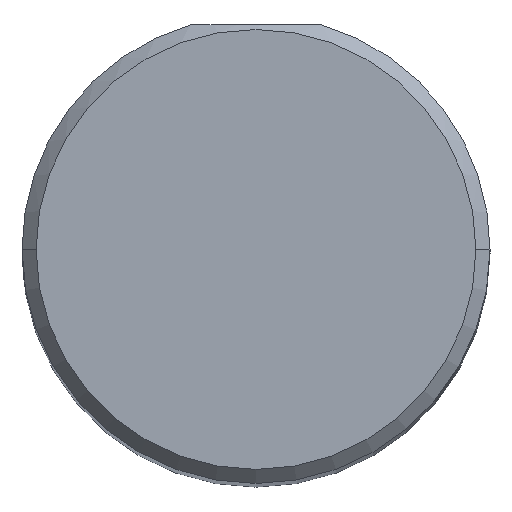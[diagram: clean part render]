
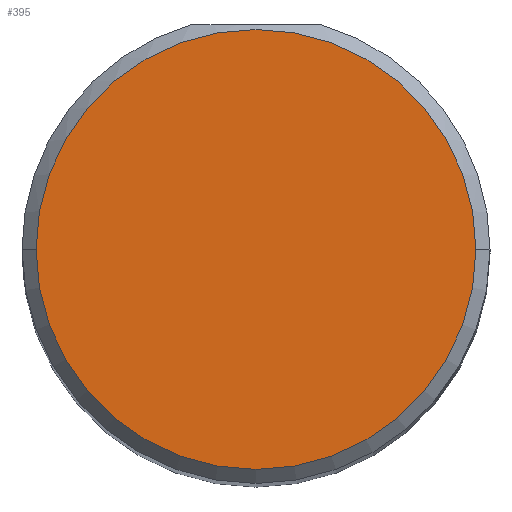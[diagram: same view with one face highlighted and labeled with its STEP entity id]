
A CAD part, top view. The second image highlights one B-rep face of the part: STEP entity #395.
In plain terms, the highlighted planar face has unit normal (0, 0, 1).
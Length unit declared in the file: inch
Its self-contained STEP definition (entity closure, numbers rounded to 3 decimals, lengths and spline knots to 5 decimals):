
#2 = PLANE ( 'NONE',  #616 ) ;
#56 = DIRECTION ( 'NONE',  ( -1., 0., 0. ) ) ;
#96 = CIRCLE ( 'NONE', #154, 0.235 ) ;
#102 = EDGE_CURVE ( 'NONE', #109, #510, #96, .T. ) ;
#109 = VERTEX_POINT ( 'NONE', #142 ) ;
#117 = ORIENTED_EDGE ( 'NONE', *, *, #102, .F. ) ;
#124 = DIRECTION ( 'NONE',  ( 0., 0., 1. ) ) ;
#142 = CARTESIAN_POINT ( 'NONE',  ( 0.765, 0., 3. ) ) ;
#150 = ORIENTED_EDGE ( 'NONE', *, *, #174, .F. ) ;
#154 = AXIS2_PLACEMENT_3D ( 'NONE', #343, #388, #539 ) ;
#171 = FACE_OUTER_BOUND ( 'NONE', #318, .T. ) ;
#174 = EDGE_CURVE ( 'NONE', #510, #109, #217, .T. ) ;
#211 = DIRECTION ( 'NONE',  ( 0., 0., -1. ) ) ;
#217 = CIRCLE ( 'NONE', #347, 0.235 ) ;
#253 = CARTESIAN_POINT ( 'NONE',  ( 1., 0., 3. ) ) ;
#277 = CARTESIAN_POINT ( 'NONE',  ( 1., 0., 3. ) ) ;
#318 = EDGE_LOOP ( 'NONE', ( #150, #117 ) ) ;
#343 = CARTESIAN_POINT ( 'NONE',  ( 1., 0., 3. ) ) ;
#347 = AXIS2_PLACEMENT_3D ( 'NONE', #253, #211, #56 ) ;
#388 = DIRECTION ( 'NONE',  ( 0., 0., -1. ) ) ;
#395 = ADVANCED_FACE ( 'NONE', ( #171 ), #2, .T. ) ;
#473 = DIRECTION ( 'NONE',  ( -1., 0., 0. ) ) ;
#510 = VERTEX_POINT ( 'NONE', #574 ) ;
#539 = DIRECTION ( 'NONE',  ( -1., 0., 0. ) ) ;
#574 = CARTESIAN_POINT ( 'NONE',  ( 1.235, 0., 3. ) ) ;
#616 = AXIS2_PLACEMENT_3D ( 'NONE', #277, #124, #473 ) ;
